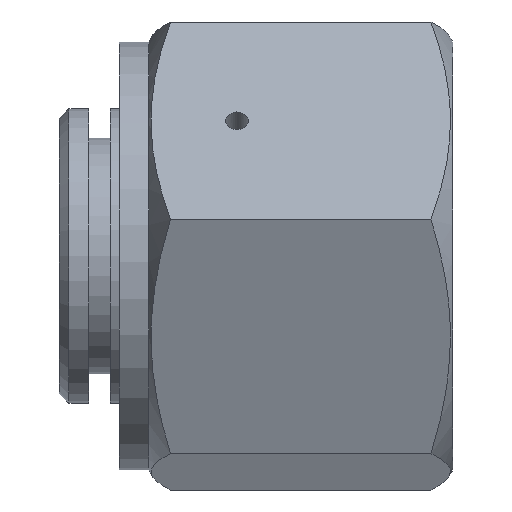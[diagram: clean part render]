
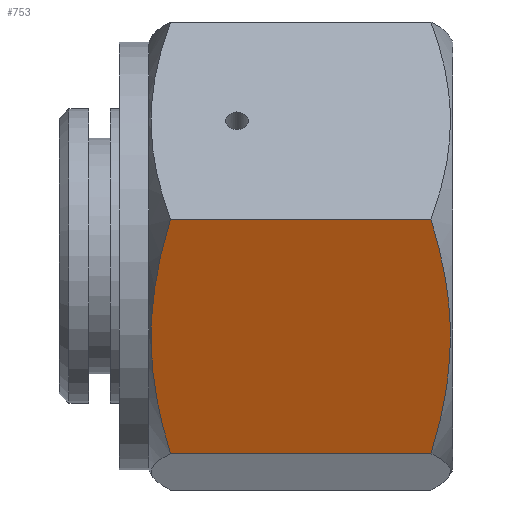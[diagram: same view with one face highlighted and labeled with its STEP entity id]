
A CAD part, top view. The second image highlights one B-rep face of the part: STEP entity #753.
In plain terms, the highlighted face is planar.
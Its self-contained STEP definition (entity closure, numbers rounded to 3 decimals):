
#21=(
BOUNDED_CURVE()
B_SPLINE_CURVE(2,(#1438,#1439,#1440),.UNSPECIFIED.,.F.,.F.)
B_SPLINE_CURVE_WITH_KNOTS((3,3),(0.,2.597),.UNSPECIFIED.)
CURVE()
GEOMETRIC_REPRESENTATION_ITEM()
RATIONAL_B_SPLINE_CURVE((1.,1.155,1.))
REPRESENTATION_ITEM('')
);
#30=(
BOUNDED_CURVE()
B_SPLINE_CURVE(2,(#1475,#1476,#1477),.UNSPECIFIED.,.F.,.F.)
B_SPLINE_CURVE_WITH_KNOTS((3,3),(0.,2.597),.UNSPECIFIED.)
CURVE()
GEOMETRIC_REPRESENTATION_ITEM()
RATIONAL_B_SPLINE_CURVE((1.,1.155,1.))
REPRESENTATION_ITEM('')
);
#100=LINE('',#1479,#130);
#102=LINE('',#1482,#132);
#130=VECTOR('',#1151,10.);
#132=VECTOR('',#1155,10.);
#188=FACE_OUTER_BOUND('',#245,.T.);
#245=EDGE_LOOP('',(#670,#671,#672,#673));
#366=VERTEX_POINT('',#1428);
#369=VERTEX_POINT('',#1437);
#372=VERTEX_POINT('',#1453);
#377=VERTEX_POINT('',#1471);
#466=EDGE_CURVE('',#369,#366,#21,.T.);
#476=EDGE_CURVE('',#372,#377,#30,.T.);
#477=EDGE_CURVE('',#369,#377,#100,.T.);
#479=EDGE_CURVE('',#366,#372,#102,.T.);
#670=ORIENTED_EDGE('',*,*,#466,.T.);
#671=ORIENTED_EDGE('',*,*,#479,.T.);
#672=ORIENTED_EDGE('',*,*,#476,.T.);
#673=ORIENTED_EDGE('',*,*,#477,.F.);
#707=PLANE('',#916);
#753=ADVANCED_FACE('',(#188),#707,.T.);
#916=AXIS2_PLACEMENT_3D('',#1481,#1153,#1154);
#1151=DIRECTION('',(0.,0.,1.));
#1153=DIRECTION('center_axis',(-0.5,-0.866,0.));
#1154=DIRECTION('ref_axis',(0.866,-0.5,0.));
#1155=DIRECTION('',(0.,0.,1.));
#1428=CARTESIAN_POINT('',(0.,-25.663,5.23));
#1437=CARTESIAN_POINT('',(-22.225,-12.832,5.23));
#1438=CARTESIAN_POINT('Ctrl Pts',(-22.225,-12.832,5.23));
#1439=CARTESIAN_POINT('Ctrl Pts',(-11.113,-19.247,1.526));
#1440=CARTESIAN_POINT('Ctrl Pts',(0.,-25.663,
5.23));
#1453=CARTESIAN_POINT('',(0.,-25.663,31.77));
#1471=CARTESIAN_POINT('',(-22.225,-12.832,31.77));
#1475=CARTESIAN_POINT('Ctrl Pts',(0.,-25.663,
31.77));
#1476=CARTESIAN_POINT('Ctrl Pts',(-11.113,-19.247,35.474));
#1477=CARTESIAN_POINT('Ctrl Pts',(-22.225,-12.832,31.77));
#1479=CARTESIAN_POINT('',(-22.225,-12.832,3.));
#1481=CARTESIAN_POINT('Origin',(-22.225,-12.832,3.));
#1482=CARTESIAN_POINT('',(0.,-25.663,3.));
